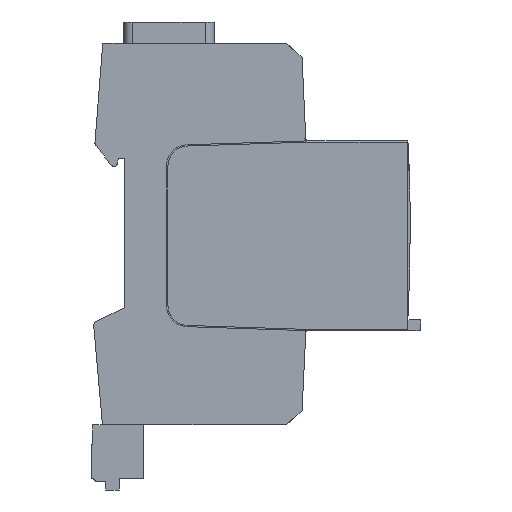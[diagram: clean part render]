
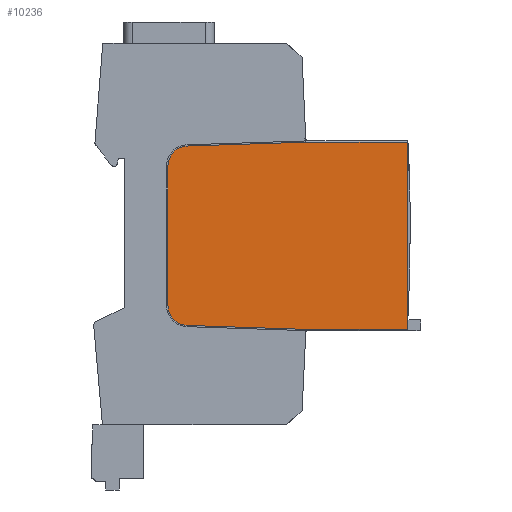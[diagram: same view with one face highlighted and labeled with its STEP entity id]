
A CAD part, left-side view. The second image highlights one B-rep face of the part: STEP entity #10236.
In plain terms, the highlighted planar face has unit normal (-1, 0, 0).
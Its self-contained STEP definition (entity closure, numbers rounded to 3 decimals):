
#2773=DIRECTION('',(0.,0.,1.));
#2774=VECTOR('',#2773,44.227);
#2775=CARTESIAN_POINT('',(-45.,-62.825,-22.527));
#2776=LINE('',#2775,#2774);
#2777=DIRECTION('',(0.,1.,0.));
#2778=VECTOR('',#2777,23.911);
#2779=CARTESIAN_POINT('',(-45.,-62.825,-22.527));
#2780=LINE('',#2779,#2778);
#2781=DIRECTION('',(0.,0.999,0.033));
#2782=VECTOR('',#2781,28.085);
#2783=CARTESIAN_POINT('',(-45.,-38.914,
-22.527));
#2784=LINE('',#2783,#2782);
#2785=CARTESIAN_POINT('',(-45.,-11.,-16.9));
#2786=DIRECTION('',(-1.,0.,0.));
#2787=DIRECTION('',(0.,1.,0.));
#2788=AXIS2_PLACEMENT_3D('',#2785,#2786,#2787);
#2790=DIRECTION('',(0.,0.,1.));
#2791=VECTOR('',#2790,33.);
#2792=CARTESIAN_POINT('',(-45.,-6.3,-16.9));
#2793=LINE('',#2792,#2791);
#2794=CARTESIAN_POINT('',(-45.,-11.,16.1));
#2795=DIRECTION('',(-1.,0.,0.));
#2796=DIRECTION('',(0.,0.032,0.999));
#2797=AXIS2_PLACEMENT_3D('',#2794,#2795,#2796);
#2799=DIRECTION('',(0.,-0.999,0.032));
#2800=VECTOR('',#2799,28.08);
#2801=CARTESIAN_POINT('',(-45.,-10.849,20.798));
#2802=LINE('',#2801,#2800);
#2803=DIRECTION('',(0.,1.,0.));
#2804=VECTOR('',#2803,23.911);
#2805=CARTESIAN_POINT('',(-45.,-62.825,21.7));
#2806=LINE('',#2805,#2804);
#6695=CARTESIAN_POINT('',(-45.,-38.914,
-22.527));
#6696=VERTEX_POINT('',#6695);
#6697=CARTESIAN_POINT('',(-45.,-10.844,-21.597));
#6698=VERTEX_POINT('',#6697);
#6699=CARTESIAN_POINT('',(-45.,-6.3,-16.9));
#6700=VERTEX_POINT('',#6699);
#6701=CARTESIAN_POINT('',(-45.,-6.3,16.1));
#6702=VERTEX_POINT('',#6701);
#6703=CARTESIAN_POINT('',(-45.,-10.849,20.798));
#6704=VERTEX_POINT('',#6703);
#6705=CARTESIAN_POINT('',(-45.,-38.914,
21.7));
#6706=VERTEX_POINT('',#6705);
#7089=CARTESIAN_POINT('',(-45.,-62.825,-22.527));
#7090=VERTEX_POINT('',#7089);
#7093=CARTESIAN_POINT('',(-45.,-62.825,21.7));
#7094=VERTEX_POINT('',#7093);
#10213=CARTESIAN_POINT('',(-45.,0.,0.));
#10214=DIRECTION('',(1.,0.,0.));
#10215=DIRECTION('',(0.,1.,0.));
#10216=AXIS2_PLACEMENT_3D('',#10213,#10214,#10215);
#10217=PLANE('',#10216);
#10219=ORIENTED_EDGE('',*,*,#10218,.F.);
#10221=ORIENTED_EDGE('',*,*,#10220,.T.);
#10223=ORIENTED_EDGE('',*,*,#10222,.T.);
#10225=ORIENTED_EDGE('',*,*,#10224,.F.);
#10227=ORIENTED_EDGE('',*,*,#10226,.T.);
#10229=ORIENTED_EDGE('',*,*,#10228,.F.);
#10231=ORIENTED_EDGE('',*,*,#10230,.T.);
#10233=ORIENTED_EDGE('',*,*,#10232,.F.);
#10234=EDGE_LOOP('',(#10219,#10221,#10223,#10225,#10227,#10229,#10231,#10233));
#10235=FACE_OUTER_BOUND('',#10234,.F.);
#2789=CIRCLE('',#2788,4.7);
#2798=CIRCLE('',#2797,4.7);
#10218=EDGE_CURVE('',#7090,#7094,#2776,.T.);
#10220=EDGE_CURVE('',#7090,#6696,#2780,.T.);
#10222=EDGE_CURVE('',#6696,#6698,#2784,.T.);
#10224=EDGE_CURVE('',#6700,#6698,#2789,.T.);
#10226=EDGE_CURVE('',#6700,#6702,#2793,.T.);
#10228=EDGE_CURVE('',#6704,#6702,#2798,.T.);
#10230=EDGE_CURVE('',#6704,#6706,#2802,.T.);
#10232=EDGE_CURVE('',#7094,#6706,#2806,.T.);
#10236=ADVANCED_FACE('',(#10235),#10217,.F.);
